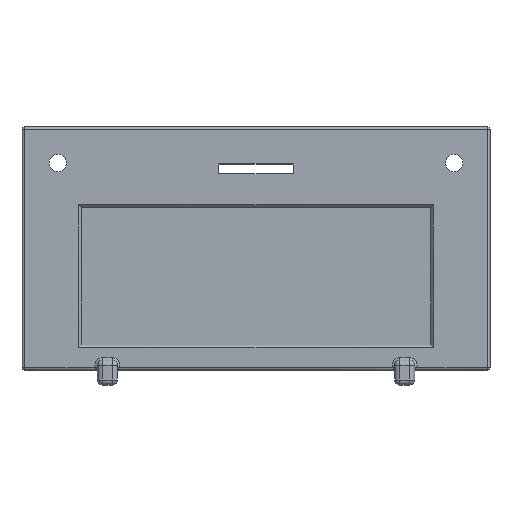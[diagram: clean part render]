
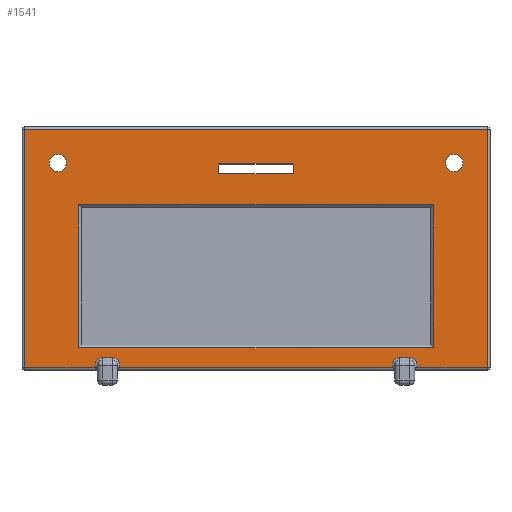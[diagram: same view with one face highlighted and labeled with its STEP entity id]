
A CAD part, top view. The second image highlights one B-rep face of the part: STEP entity #1541.
In plain terms, the highlighted planar face has unit normal (0, 0, 1).
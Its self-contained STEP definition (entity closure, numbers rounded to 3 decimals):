
#17=B_SPLINE_CURVE_WITH_KNOTS('',3,(#2598,#2599,#2600,#2601),
 .UNSPECIFIED.,.F.,.F.,(4,4),(-5.3,1.8),.UNSPECIFIED.);
#20=B_SPLINE_CURVE_WITH_KNOTS('',3,(#2682,#2683,#2684,#2685),
 .UNSPECIFIED.,.F.,.F.,(4,4),(-1.874,0.988),.UNSPECIFIED.);
#23=B_SPLINE_CURVE_WITH_KNOTS('',3,(#2767,#2768,#2769,#2770),
 .UNSPECIFIED.,.F.,.F.,(4,4),(-2.368,0.493),
 .UNSPECIFIED.);
#24=B_SPLINE_CURVE_WITH_KNOTS('',3,(#2807,#2808,#2809,#2810),
 .UNSPECIFIED.,.F.,.F.,(4,4),(-5.3,1.8),.UNSPECIFIED.);
#66=FACE_BOUND('',#492,.T.);
#67=FACE_BOUND('',#493,.T.);
#68=FACE_BOUND('',#494,.T.);
#69=FACE_BOUND('',#495,.T.);
#77=PLANE('',#1675);
#113=LINE('',#2516,#217);
#115=LINE('',#2520,#219);
#117=LINE('',#2524,#221);
#122=LINE('',#2541,#226);
#124=LINE('',#2550,#228);
#125=LINE('',#2558,#229);
#130=LINE('',#2817,#234);
#131=LINE('',#2821,#235);
#132=LINE('',#2825,#236);
#133=LINE('',#2828,#237);
#134=LINE('',#2829,#238);
#135=LINE('',#2830,#239);
#217=VECTOR('',#1904,10.);
#219=VECTOR('',#1908,10.);
#221=VECTOR('',#1912,10.);
#226=VECTOR('',#1931,10.);
#228=VECTOR('',#1943,10.);
#229=VECTOR('',#1958,10.);
#234=VECTOR('',#1969,10.);
#235=VECTOR('',#1972,10.);
#236=VECTOR('',#1975,10.);
#237=VECTOR('',#1978,10.);
#238=VECTOR('',#1979,10.);
#239=VECTOR('',#1980,10.);
#379=FACE_OUTER_BOUND('',#491,.T.);
#491=EDGE_LOOP('',(#1158,#1159,#1160,#1161,#1162,#1163,#1164,#1165,#1166,
#1167,#1168,#1169));
#492=EDGE_LOOP('',(#1170,#1171,#1172,#1173));
#493=EDGE_LOOP('',(#1174));
#494=EDGE_LOOP('',(#1175));
#495=EDGE_LOOP('',(#1176,#1177,#1178,#1179));
#615=CIRCLE('',#1676,1.5);
#616=CIRCLE('',#1677,1.5);
#617=CIRCLE('',#1678,1.5);
#618=CIRCLE('',#1679,1.5);
#619=CIRCLE('',#1680,1.75);
#620=CIRCLE('',#1681,1.75);
#701=VERTEX_POINT('',#2513);
#702=VERTEX_POINT('',#2515);
#703=VERTEX_POINT('',#2519);
#704=VERTEX_POINT('',#2523);
#707=VERTEX_POINT('',#2533);
#709=VERTEX_POINT('',#2539);
#710=VERTEX_POINT('',#2545);
#711=VERTEX_POINT('',#2549);
#712=VERTEX_POINT('',#2596);
#713=VERTEX_POINT('',#2597);
#716=VERTEX_POINT('',#2681);
#719=VERTEX_POINT('',#2746);
#720=VERTEX_POINT('',#2813);
#721=VERTEX_POINT('',#2814);
#722=VERTEX_POINT('',#2816);
#723=VERTEX_POINT('',#2818);
#724=VERTEX_POINT('',#2820);
#725=VERTEX_POINT('',#2822);
#726=VERTEX_POINT('',#2824);
#727=VERTEX_POINT('',#2826);
#728=VERTEX_POINT('',#2831);
#729=VERTEX_POINT('',#2833);
#841=EDGE_CURVE('',#701,#702,#113,.T.);
#843=EDGE_CURVE('',#703,#702,#115,.T.);
#845=EDGE_CURVE('',#704,#703,#117,.T.);
#854=EDGE_CURVE('',#709,#707,#122,.T.);
#858=EDGE_CURVE('',#710,#711,#124,.T.);
#863=EDGE_CURVE('',#711,#709,#125,.T.);
#864=EDGE_CURVE('',#712,#713,#17,.T.);
#868=EDGE_CURVE('',#713,#716,#20,.T.);
#873=EDGE_CURVE('',#719,#712,#23,.T.);
#874=EDGE_CURVE('',#716,#719,#24,.T.);
#876=EDGE_CURVE('',#720,#721,#615,.T.);
#877=EDGE_CURVE('',#722,#720,#130,.T.);
#878=EDGE_CURVE('',#723,#722,#616,.T.);
#879=EDGE_CURVE('',#724,#723,#131,.T.);
#880=EDGE_CURVE('',#725,#724,#617,.T.);
#881=EDGE_CURVE('',#726,#725,#132,.T.);
#882=EDGE_CURVE('',#727,#726,#618,.T.);
#883=EDGE_CURVE('',#707,#727,#133,.T.);
#884=EDGE_CURVE('',#721,#710,#134,.F.);
#885=EDGE_CURVE('',#701,#704,#135,.T.);
#886=EDGE_CURVE('',#728,#728,#619,.T.);
#887=EDGE_CURVE('',#729,#729,#620,.T.);
#1158=ORIENTED_EDGE('',*,*,#876,.F.);
#1159=ORIENTED_EDGE('',*,*,#877,.F.);
#1160=ORIENTED_EDGE('',*,*,#878,.F.);
#1161=ORIENTED_EDGE('',*,*,#879,.F.);
#1162=ORIENTED_EDGE('',*,*,#880,.F.);
#1163=ORIENTED_EDGE('',*,*,#881,.F.);
#1164=ORIENTED_EDGE('',*,*,#882,.F.);
#1165=ORIENTED_EDGE('',*,*,#883,.F.);
#1166=ORIENTED_EDGE('',*,*,#854,.F.);
#1167=ORIENTED_EDGE('',*,*,#863,.F.);
#1168=ORIENTED_EDGE('',*,*,#858,.F.);
#1169=ORIENTED_EDGE('',*,*,#884,.F.);
#1170=ORIENTED_EDGE('',*,*,#843,.T.);
#1171=ORIENTED_EDGE('',*,*,#841,.F.);
#1172=ORIENTED_EDGE('',*,*,#885,.T.);
#1173=ORIENTED_EDGE('',*,*,#845,.T.);
#1174=ORIENTED_EDGE('',*,*,#886,.T.);
#1175=ORIENTED_EDGE('',*,*,#887,.T.);
#1176=ORIENTED_EDGE('',*,*,#864,.F.);
#1177=ORIENTED_EDGE('',*,*,#873,.F.);
#1178=ORIENTED_EDGE('',*,*,#874,.F.);
#1179=ORIENTED_EDGE('',*,*,#868,.F.);
#1541=ADVANCED_FACE('',(#379,#66,#67,#68,#69),#77,.F.);
#1675=AXIS2_PLACEMENT_3D('',#2812,#1965,#1966);
#1676=AXIS2_PLACEMENT_3D('',#2815,#1967,#1968);
#1677=AXIS2_PLACEMENT_3D('',#2819,#1970,#1971);
#1678=AXIS2_PLACEMENT_3D('',#2823,#1973,#1974);
#1679=AXIS2_PLACEMENT_3D('',#2827,#1976,#1977);
#1680=AXIS2_PLACEMENT_3D('',#2832,#1981,#1982);
#1681=AXIS2_PLACEMENT_3D('',#2834,#1983,#1984);
#1904=DIRECTION('',(1.,0.,0.));
#1908=DIRECTION('',(0.,-1.,0.));
#1912=DIRECTION('',(1.,0.,0.));
#1931=DIRECTION('',(0.,-1.,0.));
#1943=DIRECTION('',(0.,1.,0.));
#1958=DIRECTION('',(1.,0.,0.));
#1965=DIRECTION('center_axis',(0.,0.,-1.));
#1966=DIRECTION('ref_axis',(1.,0.,0.));
#1967=DIRECTION('center_axis',(0.,0.,1.));
#1968=DIRECTION('ref_axis',(-0.866,0.5,0.));
#1969=DIRECTION('',(-1.,0.,0.));
#1970=DIRECTION('center_axis',(0.,0.,1.));
#1971=DIRECTION('ref_axis',(0.866,0.5,0.));
#1972=DIRECTION('',(-1.,0.,0.));
#1973=DIRECTION('center_axis',(0.,0.,1.));
#1974=DIRECTION('ref_axis',(-0.866,0.5,0.));
#1975=DIRECTION('',(-1.,0.,0.));
#1976=DIRECTION('center_axis',(0.,0.,1.));
#1977=DIRECTION('ref_axis',(0.866,0.5,0.));
#1978=DIRECTION('',(-1.,0.,0.));
#1979=DIRECTION('',(1.,0.,0.));
#1980=DIRECTION('',(0.,1.,0.));
#1981=DIRECTION('center_axis',(0.,0.,-1.));
#1982=DIRECTION('ref_axis',(-1.,0.,0.));
#1983=DIRECTION('center_axis',(0.,0.,-1.));
#1984=DIRECTION('ref_axis',(-1.,0.,0.));
#2513=CARTESIAN_POINT('',(-0.302,-3.308,-27.11));
#2515=CARTESIAN_POINT('',(14.698,-3.308,-27.11));
#2516=CARTESIAN_POINT('',(3.448,-3.308,-27.11));
#2519=CARTESIAN_POINT('',(14.698,-1.308,-27.11));
#2520=CARTESIAN_POINT('',(14.698,-12.582,-27.11));
#2523=CARTESIAN_POINT('',(-0.302,-1.308,-27.11));
#2524=CARTESIAN_POINT('',(10.948,-1.308,-27.11));
#2533=CARTESIAN_POINT('',(53.548,-42.069,-27.11));
#2539=CARTESIAN_POINT('',(53.548,5.608,-27.11));
#2541=CARTESIAN_POINT('',(53.548,-6.299,-27.11));
#2545=CARTESIAN_POINT('',(-39.152,-42.069,-27.11));
#2549=CARTESIAN_POINT('',(-39.152,5.608,-27.11));
#2550=CARTESIAN_POINT('',(-39.152,-31.413,-27.11));
#2558=CARTESIAN_POINT('',(-16.302,5.608,-27.11));
#2596=CARTESIAN_POINT('',(42.698,-9.492,-27.11));
#2597=CARTESIAN_POINT('',(-28.302,-9.492,-27.11));
#2598=CARTESIAN_POINT('Ctrl Pts',(42.698,-9.492,-27.11));
#2599=CARTESIAN_POINT('Ctrl Pts',(19.031,-9.492,-27.11));
#2600=CARTESIAN_POINT('Ctrl Pts',(-4.635,-9.492,-27.11));
#2601=CARTESIAN_POINT('Ctrl Pts',(-28.302,-9.492,-27.11));
#2681=CARTESIAN_POINT('',(-28.302,-38.106,-27.11));
#2682=CARTESIAN_POINT('Ctrl Pts',(-28.302,-9.492,-27.11));
#2683=CARTESIAN_POINT('Ctrl Pts',(-28.302,-19.03,-27.11));
#2684=CARTESIAN_POINT('Ctrl Pts',(-28.302,-28.568,-27.11));
#2685=CARTESIAN_POINT('Ctrl Pts',(-28.302,-38.106,-27.11));
#2746=CARTESIAN_POINT('',(42.698,-38.106,-27.11));
#2767=CARTESIAN_POINT('Ctrl Pts',(42.698,-38.106,-27.11));
#2768=CARTESIAN_POINT('Ctrl Pts',(42.698,-28.568,-27.11));
#2769=CARTESIAN_POINT('Ctrl Pts',(42.698,-19.03,-27.11));
#2770=CARTESIAN_POINT('Ctrl Pts',(42.698,-9.492,-27.11));
#2807=CARTESIAN_POINT('Ctrl Pts',(-28.302,-38.106,-27.11));
#2808=CARTESIAN_POINT('Ctrl Pts',(-4.635,-38.106,-27.11));
#2809=CARTESIAN_POINT('Ctrl Pts',(19.031,-38.106,-27.11));
#2810=CARTESIAN_POINT('Ctrl Pts',(42.698,-38.106,-27.11));
#2812=CARTESIAN_POINT('Origin',(7.198,-18.856,-27.11));
#2813=CARTESIAN_POINT('',(-23.552,-40.069,-27.11));
#2814=CARTESIAN_POINT('',(-24.966,-42.069,-27.11));
#2815=CARTESIAN_POINT('Origin',(-23.552,-41.569,-27.11));
#2816=CARTESIAN_POINT('',(-21.552,-40.069,-27.11));
#2817=CARTESIAN_POINT('',(23.073,-40.069,-27.11));
#2818=CARTESIAN_POINT('',(-20.138,-42.069,-27.11));
#2819=CARTESIAN_POINT('Origin',(-21.552,-41.569,-27.11));
#2820=CARTESIAN_POINT('',(34.534,-42.069,-27.11));
#2821=CARTESIAN_POINT('',(30.698,-42.069,-27.11));
#2822=CARTESIAN_POINT('',(35.948,-40.069,-27.11));
#2823=CARTESIAN_POINT('Origin',(35.948,-41.569,-27.11));
#2824=CARTESIAN_POINT('',(37.948,-40.069,-27.11));
#2825=CARTESIAN_POINT('',(23.073,-40.069,-27.11));
#2826=CARTESIAN_POINT('',(39.362,-42.069,-27.11));
#2827=CARTESIAN_POINT('Origin',(37.948,-41.569,-27.11));
#2828=CARTESIAN_POINT('',(30.698,-42.069,-27.11));
#2829=CARTESIAN_POINT('',(30.698,-42.069,-27.11));
#2830=CARTESIAN_POINT('',(-0.302,-12.582,-27.11));
#2831=CARTESIAN_POINT('',(48.633,-1.1,-27.11));
#2832=CARTESIAN_POINT('Origin',(46.883,-1.1,-27.11));
#2833=CARTESIAN_POINT('',(-30.737,-1.1,-27.11));
#2834=CARTESIAN_POINT('Origin',(-32.487,-1.1,-27.11));
